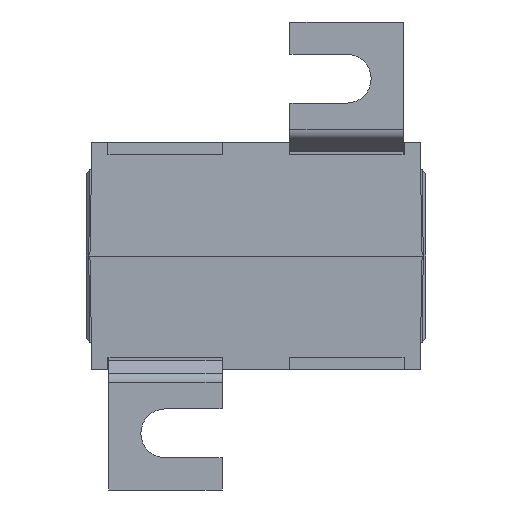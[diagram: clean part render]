
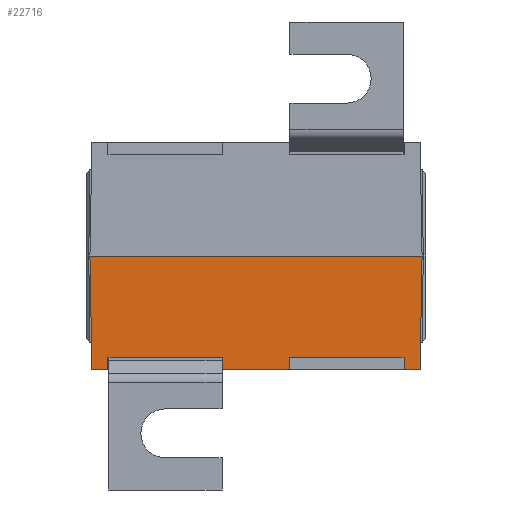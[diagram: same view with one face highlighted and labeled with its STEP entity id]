
A CAD part, front view. The second image highlights one B-rep face of the part: STEP entity #22716.
In plain terms, the highlighted face is planar.
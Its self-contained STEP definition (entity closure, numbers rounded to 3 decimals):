
#16459 = CARTESIAN_POINT ( 'NONE',  ( -22., -27., 0. ) ) ;
#16467 = DIRECTION ( 'NONE',  ( 1., 0., 0. ) ) ;
#16469 = VECTOR ( 'NONE', #16467, 1000. ) ;
#16471 = CARTESIAN_POINT ( 'NONE',  ( -22., -27., 0. ) ) ;
#16472 = LINE ( 'NONE', #16471, #16469 ) ;
#16992 = CARTESIAN_POINT ( 'NONE',  ( 22., -27., 0. ) ) ;
#17347 = CARTESIAN_POINT ( 'NONE',  ( 21.98, -26.98, 1.125 ) ) ;
#17349 = LINE ( 'NONE', #17347, #17450 ) ;
#17410 = CARTESIAN_POINT ( 'NONE',  ( 21.738, -26.738, 15. ) ) ;
#17449 = DIRECTION ( 'NONE',  ( 0.017, -0.017, -1. ) ) ;
#17450 = VECTOR ( 'NONE', #17449, 1000. ) ;
#17906 = CARTESIAN_POINT ( 'NONE',  ( -21.738, -26.738, 15. ) ) ;
#18112 = LINE ( 'NONE', #18137, #18249 ) ;
#18135 = DIRECTION ( 'NONE',  ( -0.017, -0.017, -1. ) ) ;
#18137 = CARTESIAN_POINT ( 'NONE',  ( -22., -27., 0. ) ) ;
#18238 = CARTESIAN_POINT ( 'NONE',  ( -4.378, -26.738, 15. ) ) ;
#18249 = VECTOR ( 'NONE', #18135, 1000. ) ;
#18397 = DIRECTION ( 'NONE',  ( 1., 0., 0. ) ) ;
#18398 = VECTOR ( 'NONE', #18397, 1000. ) ;
#18400 = CARTESIAN_POINT ( 'NONE',  ( -22., -26.738, 15. ) ) ;
#18416 = LINE ( 'NONE', #18400, #18398 ) ;
#18429 = LINE ( 'NONE', #18502, #18473 ) ;
#18469 = CARTESIAN_POINT ( 'NONE',  ( -19.622, -26.738, 15. ) ) ;
#18471 = DIRECTION ( 'NONE',  ( 1., 0., 0. ) ) ;
#18473 = VECTOR ( 'NONE', #18471, 1000. ) ;
#18502 = CARTESIAN_POINT ( 'NONE',  ( -22., -26.738, 15. ) ) ;
#18559 = DIRECTION ( 'NONE',  ( 1., 0., 0. ) ) ;
#18560 = VECTOR ( 'NONE', #18559, 1000. ) ;
#18561 = CARTESIAN_POINT ( 'NONE',  ( -22., -26.738, 15. ) ) ;
#18563 = LINE ( 'NONE', #18561, #18560 ) ;
#18565 = CARTESIAN_POINT ( 'NONE',  ( 4.378, -26.738, 15. ) ) ;
#18571 = CARTESIAN_POINT ( 'NONE',  ( 19.622, -26.738, 15. ) ) ;
#19100 = DIRECTION ( 'NONE',  ( 0., -1., 0.017 ) ) ;
#19101 = DIRECTION ( 'NONE',  ( -1., 0., 0. ) ) ;
#19103 = VECTOR ( 'NONE', #19101, 1000. ) ;
#19105 = CARTESIAN_POINT ( 'NONE',  ( -22., -26.766, 13.4 ) ) ;
#19106 = LINE ( 'NONE', #19105, #19103 ) ;
#19113 = DIRECTION ( 'NONE',  ( 0.009, 0.017, 1. ) ) ;
#19115 = VECTOR ( 'NONE', #19113, 1000. ) ;
#19117 = CARTESIAN_POINT ( 'NONE',  ( 4.507, -26.996, 0.231 ) ) ;
#19118 = LINE ( 'NONE', #19117, #19224 ) ;
#19123 = CARTESIAN_POINT ( 'NONE',  ( 19.488, -27.006, -0.362 ) ) ;
#19124 = LINE ( 'NONE', #19123, #19115 ) ;
#19128 = AXIS2_PLACEMENT_3D ( 'NONE', #19240, #19100, #19209 ) ;
#19145 = CARTESIAN_POINT ( 'NONE',  ( 19.608, -26.766, 13.4 ) ) ;
#19177 = DIRECTION ( 'NONE',  ( 0.009, -0.017, -1. ) ) ;
#19179 = VECTOR ( 'NONE', #19177, 1000. ) ;
#19181 = CARTESIAN_POINT ( 'NONE',  ( -19.491, -27., 0.022 ) ) ;
#19190 = DIRECTION ( 'NONE',  ( 0.009, 0.017, 1. ) ) ;
#19192 = VECTOR ( 'NONE', #19190, 1000. ) ;
#19194 = CARTESIAN_POINT ( 'NONE',  ( -4.51, -27.003, -0.153 ) ) ;
#19195 = LINE ( 'NONE', #19194, #19192 ) ;
#19198 = DIRECTION ( 'NONE',  ( 1., 0., 0. ) ) ;
#19200 = VECTOR ( 'NONE', #19198, 1000. ) ;
#19202 = CARTESIAN_POINT ( 'NONE',  ( -22., -26.766, 13.4 ) ) ;
#19203 = LINE ( 'NONE', #19202, #19200 ) ;
#19204 = CARTESIAN_POINT ( 'NONE',  ( -19.608, -26.766, 13.4 ) ) ;
#19206 = CARTESIAN_POINT ( 'NONE',  ( 4.392, -26.766, 13.4 ) ) ;
#19209 = DIRECTION ( 'NONE',  ( 0., -0.017, -1. ) ) ;
#19214 = LINE ( 'NONE', #19181, #19179 ) ;
#19220 = PLANE ( 'NONE',  #19128 ) ;
#19223 = DIRECTION ( 'NONE',  ( 0.009, -0.017, -1. ) ) ;
#19224 = VECTOR ( 'NONE', #19223, 1000. ) ;
#19226 = FACE_OUTER_BOUND ( 'NONE', #22712, .T. ) ;
#19240 = CARTESIAN_POINT ( 'NONE',  ( -22., -27., 0. ) ) ;
#19299 = CARTESIAN_POINT ( 'NONE',  ( -4.392, -26.766, 13.4 ) ) ;
#21826 = VERTEX_POINT ( 'NONE', #16992 ) ;
#21833 = EDGE_CURVE ( 'NONE', #21835, #21826, #16472, .T. ) ;
#21835 = VERTEX_POINT ( 'NONE', #16459 ) ;
#21977 = EDGE_CURVE ( 'NONE', #21994, #21826, #17349, .T. ) ;
#21994 = VERTEX_POINT ( 'NONE', #17410 ) ;
#22219 = VERTEX_POINT ( 'NONE', #17906 ) ;
#22302 = EDGE_CURVE ( 'NONE', #22219, #21835, #18112, .T. ) ;
#22323 = VERTEX_POINT ( 'NONE', #18238 ) ;
#22403 = EDGE_CURVE ( 'NONE', #22219, #22434, #18416, .T. ) ;
#22429 = EDGE_CURVE ( 'NONE', #22446, #21994, #18429, .T. ) ;
#22434 = VERTEX_POINT ( 'NONE', #18469 ) ;
#22446 = VERTEX_POINT ( 'NONE', #18571 ) ;
#22447 = EDGE_CURVE ( 'NONE', #22323, #22451, #18563, .T. ) ;
#22451 = VERTEX_POINT ( 'NONE', #18565 ) ;
#22608 = ORIENTED_EDGE ( 'NONE', *, *, #22722, .F. ) ;
#22691 = ORIENTED_EDGE ( 'NONE', *, *, #22403, .F. ) ;
#22692 = VERTEX_POINT ( 'NONE', #19145 ) ;
#22693 = ORIENTED_EDGE ( 'NONE', *, *, #22302, .T. ) ;
#22695 = ORIENTED_EDGE ( 'NONE', *, *, #22447, .F. ) ;
#22697 = ORIENTED_EDGE ( 'NONE', *, *, #22704, .T. ) ;
#22699 = EDGE_CURVE ( 'NONE', #22692, #22446, #19124, .T. ) ;
#22702 = ORIENTED_EDGE ( 'NONE', *, *, #22699, .F. ) ;
#22704 = EDGE_CURVE ( 'NONE', #22692, #22723, #19106, .T. ) ;
#22712 = EDGE_LOOP ( 'NONE', ( #22608, #22718, #22717, #22691, #22693, #22726, #22751, #22742, #22702, #22697, #22815, #22695 ) ) ;
#22713 = EDGE_CURVE ( 'NONE', #22451, #22723, #19118, .T. ) ;
#22716 = ADVANCED_FACE ( 'NONE', ( #19226 ), #19220, .T. ) ;
#22717 = ORIENTED_EDGE ( 'NONE', *, *, #22725, .F. ) ;
#22718 = ORIENTED_EDGE ( 'NONE', *, *, #22720, .F. ) ;
#22720 = EDGE_CURVE ( 'NONE', #22729, #22750, #19203, .T. ) ;
#22722 = EDGE_CURVE ( 'NONE', #22750, #22323, #19195, .T. ) ;
#22723 = VERTEX_POINT ( 'NONE', #19206 ) ;
#22725 = EDGE_CURVE ( 'NONE', #22434, #22729, #19214, .T. ) ;
#22726 = ORIENTED_EDGE ( 'NONE', *, *, #21833, .T. ) ;
#22729 = VERTEX_POINT ( 'NONE', #19204 ) ;
#22742 = ORIENTED_EDGE ( 'NONE', *, *, #22429, .F. ) ;
#22750 = VERTEX_POINT ( 'NONE', #19299 ) ;
#22751 = ORIENTED_EDGE ( 'NONE', *, *, #21977, .F. ) ;
#22815 = ORIENTED_EDGE ( 'NONE', *, *, #22713, .F. ) ;
